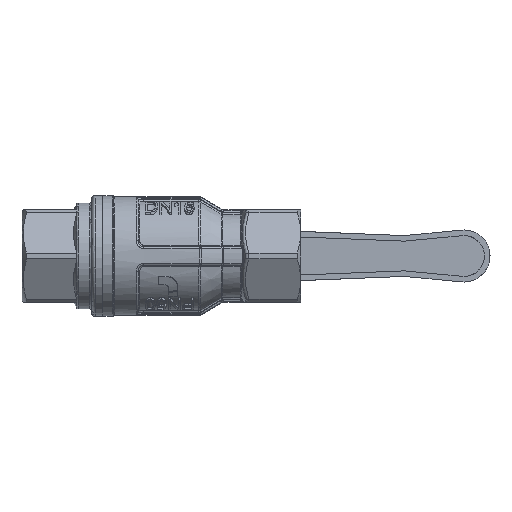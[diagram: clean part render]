
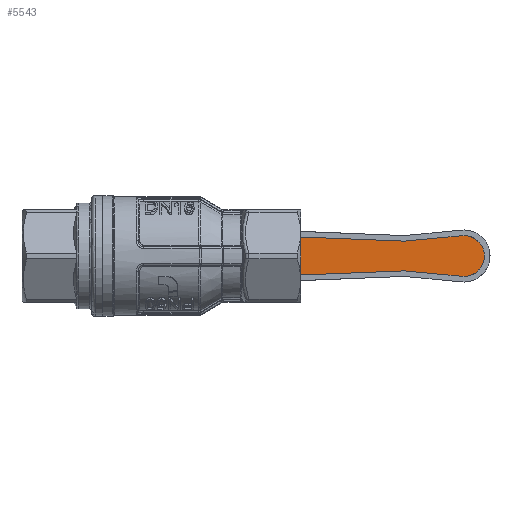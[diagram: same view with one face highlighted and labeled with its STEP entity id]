
A CAD part, front view. The second image highlights one B-rep face of the part: STEP entity #5543.
In plain terms, the highlighted planar face has unit normal (0, -1, 0).
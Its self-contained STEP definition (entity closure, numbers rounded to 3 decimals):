
#285 = VERTEX_POINT ( 'NONE', #34679 ) ;
#819 = CARTESIAN_POINT ( 'NONE',  ( 28.657, 47.8, 5.473 ) ) ;
#1409 = CARTESIAN_POINT ( 'NONE',  ( 81.15, 47.8, -5.492 ) ) ;
#2260 = EDGE_CURVE ( 'NONE', #43778, #43475, #8922, .T. ) ;
#2548 = VERTEX_POINT ( 'NONE', #33196 ) ;
#2582 = CARTESIAN_POINT ( 'NONE',  ( 85.872, 47.8, -3.356 ) ) ;
#2672 = EDGE_CURVE ( 'NONE', #285, #44323, #25070, .T. ) ;
#2756 = CARTESIAN_POINT ( 'NONE',  ( 86.72, 47.8, -1.771 ) ) ;
#3707 = AXIS2_PLACEMENT_3D ( 'NONE', #3752, #31435, #7133 ) ;
#3752 = CARTESIAN_POINT ( 'NONE',  ( 81.5, 47.8, 0. ) ) ;
#4290 = VERTEX_POINT ( 'NONE', #20526 ) ;
#4460 = CARTESIAN_POINT ( 'NONE',  ( 75.831, 47.8, -4.982 ) ) ;
#4789 = VERTEX_POINT ( 'NONE', #39092 ) ;
#5145 = ORIENTED_EDGE ( 'NONE', *, *, #2260, .F. ) ;
#5543 = ADVANCED_FACE ( 'NONE', ( #37744 ), #46594, .F. ) ;
#5545 = CARTESIAN_POINT ( 'NONE',  ( 28.657, 47.8, 1.824 ) ) ;
#5686 = CARTESIAN_POINT ( 'NONE',  ( 28.657, 47.8, 5.473 ) ) ;
#5748 = CARTESIAN_POINT ( 'NONE',  ( 81.5, 47.8, 5.5 ) ) ;
#6074 = CARTESIAN_POINT ( 'NONE',  ( 28.657, 47.8, -5.473 ) ) ;
#6321 = B_SPLINE_CURVE_WITH_KNOTS ( 'NONE', 3,
 ( #819, #28996, #33940, #13692 ),
 .UNSPECIFIED., .F., .F.,
 ( 4, 4 ),
 ( 0., 1. ),
 .UNSPECIFIED. ) ;
#6465 = CARTESIAN_POINT ( 'NONE',  ( 82.218, 47.8, -5.465 ) ) ;
#6700 = EDGE_CURVE ( 'NONE', #43475, #2548, #32750, .T. ) ;
#7133 = DIRECTION ( 'NONE',  ( 1., 0., 0. ) ) ;
#7166 = CARTESIAN_POINT ( 'NONE',  ( 86.443, 47.8, 2.439 ) ) ;
#7233 = ORIENTED_EDGE ( 'NONE', *, *, #2672, .F. ) ;
#7343 = CARTESIAN_POINT ( 'NONE',  ( 86.72, 47.8, 1.771 ) ) ;
#7676 = CARTESIAN_POINT ( 'NONE',  ( 83.939, 47.8, 4.943 ) ) ;
#7690 = EDGE_CURVE ( 'NONE', #26943, #4789, #12969, .T. ) ;
#8922 = B_SPLINE_CURVE_WITH_KNOTS ( 'NONE', 3,
 ( #50227, #42658, #30186, #14142 ),
 .UNSPECIFIED., .F., .F.,
 ( 4, 4 ),
 ( 0., 1. ),
 .UNSPECIFIED. ) ;
#9809 = CARTESIAN_POINT ( 'NONE',  ( 80.976, 47.8, 5.475 ) ) ;
#9858 = ORIENTED_EDGE ( 'NONE', *, *, #29551, .T. ) ;
#10135 = CARTESIAN_POINT ( 'NONE',  ( 28.657, 47.8, -1.824 ) ) ;
#11296 = CARTESIAN_POINT ( 'NONE',  ( 80.976, 47.8, 5.475 ) ) ;
#12969 = B_SPLINE_CURVE_WITH_KNOTS ( 'NONE', 3,
 ( #32487, #4460, #32662, #24163 ),
 .UNSPECIFIED., .F., .F.,
 ( 4, 4 ),
 ( 0., 1. ),
 .UNSPECIFIED. ) ;
#13158 = CARTESIAN_POINT ( 'NONE',  ( 81.325, 47.8, 5.5 ) ) ;
#13692 = CARTESIAN_POINT ( 'NONE',  ( 65.542, 47.8, 3.997 ) ) ;
#14142 = CARTESIAN_POINT ( 'NONE',  ( 80.976, 47.8, 5.475 ) ) ;
#15478 = B_SPLINE_CURVE_WITH_KNOTS ( 'NONE', 3,
 ( #20429, #29480, #44436, #24319 ),
 .UNSPECIFIED., .F., .F.,
 ( 4, 4 ),
 ( 0., 1. ),
 .UNSPECIFIED. ) ;
#17025 = CARTESIAN_POINT ( 'NONE',  ( 80.976, 47.8, -5.475 ) ) ;
#17603 = CARTESIAN_POINT ( 'NONE',  ( 80.976, 47.8, -5.475 ) ) ;
#18603 = CARTESIAN_POINT ( 'NONE',  ( 81.861, 47.8, -5.5 ) ) ;
#19116 = CARTESIAN_POINT ( 'NONE',  ( 86.965, 47.8, 0.718 ) ) ;
#20429 = CARTESIAN_POINT ( 'NONE',  ( 65.542, 47.8, -3.997 ) ) ;
#20526 = CARTESIAN_POINT ( 'NONE',  ( 81.5, 47.8, -5.5 ) ) ;
#20530 = EDGE_LOOP ( 'NONE', ( #44303, #22253, #9858, #38462, #5145, #28901, #7233, #20674 ) ) ;
#20674 = ORIENTED_EDGE ( 'NONE', *, *, #26582, .F. ) ;
#22253 = ORIENTED_EDGE ( 'NONE', *, *, #47743, .F. ) ;
#22606 = CARTESIAN_POINT ( 'NONE',  ( 85.133, 47.8, -4.145 ) ) ;
#22778 = CARTESIAN_POINT ( 'NONE',  ( 84.255, 47.8, -4.774 ) ) ;
#23385 = B_SPLINE_CURVE_WITH_KNOTS ( 'NONE', 3,
 ( #26497, #18603, #6465, #46792, #42572, #35169, #22778, #42404, #22606, #26670, #2582, #50984, #26858, #2756, #30956, #39032, #51499, #39374, #19116, #35503, #7343, #7166, #51667, #31295, #23830, #35340, #39212, #47326, #7676, #48002, #43624, #39548 ),
 .UNSPECIFIED., .F., .F.,
 ( 4, 2, 2, 2, 2, 2, 2, 2, 2, 2, 2, 2, 2, 2, 2, 4 ),
 ( 0., 0.062, 0.125, 0.187, 0.25, 0.312, 0.375, 0.437, 0.5, 0.562, 0.625, 0.687, 0.75, 0.812, 0.875, 1. ),
 .UNSPECIFIED. ) ;
#23830 = CARTESIAN_POINT ( 'NONE',  ( 85.645, 47.8, 3.633 ) ) ;
#24163 = CARTESIAN_POINT ( 'NONE',  ( 65.542, 47.8, -3.997 ) ) ;
#24319 = CARTESIAN_POINT ( 'NONE',  ( 28.657, 47.8, -5.473 ) ) ;
#25070 = B_SPLINE_CURVE_WITH_KNOTS ( 'NONE', 3,
 ( #6074, #10135, #5545, #34430 ),
 .UNSPECIFIED., .F., .F.,
 ( 4, 4 ),
 ( 0., 1. ),
 .UNSPECIFIED. ) ;
#26497 = CARTESIAN_POINT ( 'NONE',  ( 81.5, 47.8, -5.5 ) ) ;
#26582 = EDGE_CURVE ( 'NONE', #4789, #285, #15478, .T. ) ;
#26670 = CARTESIAN_POINT ( 'NONE',  ( 85.645, 47.8, -3.633 ) ) ;
#26858 = CARTESIAN_POINT ( 'NONE',  ( 86.443, 47.8, -2.439 ) ) ;
#26943 = VERTEX_POINT ( 'NONE', #17025 ) ;
#28901 = ORIENTED_EDGE ( 'NONE', *, *, #31774, .F. ) ;
#28996 = CARTESIAN_POINT ( 'NONE',  ( 40.952, 47.8, 4.981 ) ) ;
#29480 = CARTESIAN_POINT ( 'NONE',  ( 53.247, 47.8, -4.489 ) ) ;
#29551 = EDGE_CURVE ( 'NONE', #4290, #2548, #23385, .T. ) ;
#30132 = CARTESIAN_POINT ( 'NONE',  ( 81.5, 47.8, -5.5 ) ) ;
#30186 = CARTESIAN_POINT ( 'NONE',  ( 75.831, 47.8, 4.982 ) ) ;
#30956 = CARTESIAN_POINT ( 'NONE',  ( 86.824, 47.8, -1.428 ) ) ;
#31295 = CARTESIAN_POINT ( 'NONE',  ( 85.872, 47.8, 3.356 ) ) ;
#31435 = DIRECTION ( 'NONE',  ( 0., 1., 0. ) ) ;
#31774 = EDGE_CURVE ( 'NONE', #44323, #43778, #6321, .T. ) ;
#32487 = CARTESIAN_POINT ( 'NONE',  ( 80.976, 47.8, -5.475 ) ) ;
#32662 = CARTESIAN_POINT ( 'NONE',  ( 70.686, 47.8, -4.49 ) ) ;
#32750 = B_SPLINE_CURVE_WITH_KNOTS ( 'NONE', 3,
 ( #9809, #37795, #13158, #5748 ),
 .UNSPECIFIED., .F., .F.,
 ( 4, 4 ),
 ( 0., 1. ),
 .UNSPECIFIED. ) ;
#33196 = CARTESIAN_POINT ( 'NONE',  ( 81.5, 47.8, 5.5 ) ) ;
#33824 = CARTESIAN_POINT ( 'NONE',  ( 81.325, 47.8, -5.5 ) ) ;
#33940 = CARTESIAN_POINT ( 'NONE',  ( 53.247, 47.8, 4.489 ) ) ;
#34430 = CARTESIAN_POINT ( 'NONE',  ( 28.657, 47.8, 5.473 ) ) ;
#34679 = CARTESIAN_POINT ( 'NONE',  ( 28.657, 47.8, -5.473 ) ) ;
#35169 = CARTESIAN_POINT ( 'NONE',  ( 83.939, 47.8, -4.943 ) ) ;
#35340 = CARTESIAN_POINT ( 'NONE',  ( 85.133, 47.8, 4.145 ) ) ;
#35503 = CARTESIAN_POINT ( 'NONE',  ( 86.824, 47.8, 1.428 ) ) ;
#37744 = FACE_OUTER_BOUND ( 'NONE', #20530, .T. ) ;
#37795 = CARTESIAN_POINT ( 'NONE',  ( 81.15, 47.8, 5.492 ) ) ;
#38462 = ORIENTED_EDGE ( 'NONE', *, *, #6700, .F. ) ;
#39032 = CARTESIAN_POINT ( 'NONE',  ( 86.965, 47.8, -0.718 ) ) ;
#39092 = CARTESIAN_POINT ( 'NONE',  ( 65.542, 47.8, -3.997 ) ) ;
#39212 = CARTESIAN_POINT ( 'NONE',  ( 84.856, 47.8, 4.372 ) ) ;
#39374 = CARTESIAN_POINT ( 'NONE',  ( 87., 47.8, 0.362 ) ) ;
#39548 = CARTESIAN_POINT ( 'NONE',  ( 81.5, 47.8, 5.5 ) ) ;
#42404 = CARTESIAN_POINT ( 'NONE',  ( 84.856, 47.8, -4.372 ) ) ;
#42572 = CARTESIAN_POINT ( 'NONE',  ( 83.271, 47.8, -5.22 ) ) ;
#42658 = CARTESIAN_POINT ( 'NONE',  ( 70.686, 47.8, 4.49 ) ) ;
#42751 = CARTESIAN_POINT ( 'NONE',  ( 65.542, 47.8, 3.997 ) ) ;
#43475 = VERTEX_POINT ( 'NONE', #11296 ) ;
#43624 = CARTESIAN_POINT ( 'NONE',  ( 82.222, 47.8, 5.5 ) ) ;
#43778 = VERTEX_POINT ( 'NONE', #42751 ) ;
#44303 = ORIENTED_EDGE ( 'NONE', *, *, #7690, .F. ) ;
#44323 = VERTEX_POINT ( 'NONE', #5686 ) ;
#44436 = CARTESIAN_POINT ( 'NONE',  ( 40.952, 47.8, -4.981 ) ) ;
#46594 = PLANE ( 'NONE',  #3707 ) ;
#46792 = CARTESIAN_POINT ( 'NONE',  ( 82.928, 47.8, -5.324 ) ) ;
#47326 = CARTESIAN_POINT ( 'NONE',  ( 84.255, 47.8, 4.774 ) ) ;
#47743 = EDGE_CURVE ( 'NONE', #4290, #26943, #47839, .T. ) ;
#47839 = B_SPLINE_CURVE_WITH_KNOTS ( 'NONE', 3,
 ( #30132, #33824, #1409, #17603 ),
 .UNSPECIFIED., .F., .F.,
 ( 4, 4 ),
 ( 0., 1. ),
 .UNSPECIFIED. ) ;
#48002 = CARTESIAN_POINT ( 'NONE',  ( 82.937, 47.8, 5.358 ) ) ;
#50227 = CARTESIAN_POINT ( 'NONE',  ( 65.542, 47.8, 3.997 ) ) ;
#50984 = CARTESIAN_POINT ( 'NONE',  ( 86.274, 47.8, -2.755 ) ) ;
#51499 = CARTESIAN_POINT ( 'NONE',  ( 87., 47.8, -0.362 ) ) ;
#51667 = CARTESIAN_POINT ( 'NONE',  ( 86.274, 47.8, 2.755 ) ) ;
